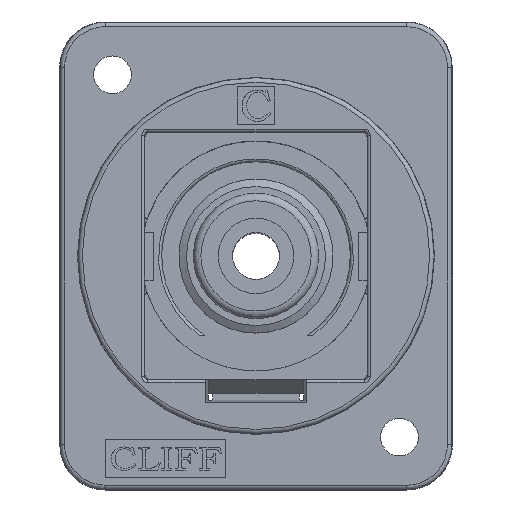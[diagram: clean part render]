
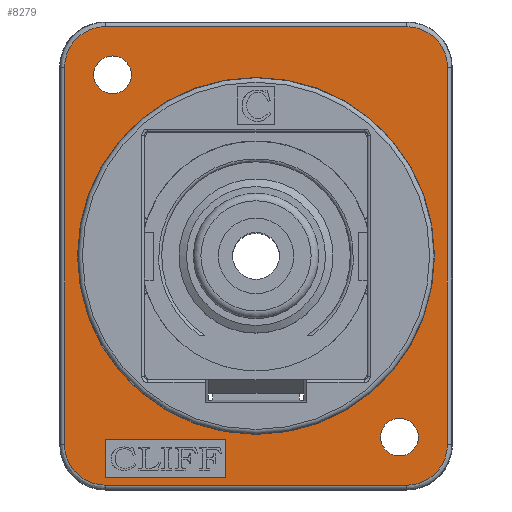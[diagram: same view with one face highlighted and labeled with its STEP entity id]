
A CAD part, top view. The second image highlights one B-rep face of the part: STEP entity #8279.
In plain terms, the highlighted planar face has unit normal (0, 0, 1).
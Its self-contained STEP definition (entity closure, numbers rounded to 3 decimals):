
#118=ELLIPSE('',#8834,2.7,2.7);
#119=ELLIPSE('',#8835,2.7,2.7);
#120=ELLIPSE('',#8836,2.7,2.7);
#121=ELLIPSE('',#8837,2.7,2.7);
#383=FACE_BOUND('',#1190,.T.);
#384=FACE_BOUND('',#1191,.T.);
#385=FACE_BOUND('',#1192,.T.);
#386=FACE_BOUND('',#1193,.T.);
#764=FACE_OUTER_BOUND('',#1189,.T.);
#1189=EDGE_LOOP('',(#7117,#7118,#7119,#7120,#7121,#7122,#7123,#7124));
#1190=EDGE_LOOP('',(#7125));
#1191=EDGE_LOOP('',(#7126));
#1192=EDGE_LOOP('',(#7127,#7128,#7129,#7130));
#1193=EDGE_LOOP('',(#7131));
#1304=CIRCLE('',#8575,1.25);
#1306=CIRCLE('',#8578,1.25);
#1332=CIRCLE('',#8637,11.823);
#2143=LINE('',#14510,#2950);
#2147=LINE('',#14518,#2954);
#2150=LINE('',#14524,#2957);
#2153=LINE('',#14529,#2960);
#2174=LINE('',#14608,#2981);
#2175=LINE('',#14612,#2982);
#2176=LINE('',#14616,#2983);
#2177=LINE('',#14619,#2984);
#2950=VECTOR('',#10594,2.5);
#2954=VECTOR('',#10600,8.);
#2957=VECTOR('',#10605,2.5);
#2960=VECTOR('',#10610,8.);
#2981=VECTOR('',#10683,24.965);
#2982=VECTOR('',#10686,19.965);
#2983=VECTOR('',#10689,24.965);
#2984=VECTOR('',#10692,19.965);
#3332=VERTEX_POINT('',#12144);
#3334=VERTEX_POINT('',#12150);
#3422=VERTEX_POINT('',#12534);
#3714=VERTEX_POINT('',#14508);
#3715=VERTEX_POINT('',#14509);
#3718=VERTEX_POINT('',#14517);
#3720=VERTEX_POINT('',#14523);
#3738=VERTEX_POINT('',#14604);
#3739=VERTEX_POINT('',#14605);
#3740=VERTEX_POINT('',#14607);
#3741=VERTEX_POINT('',#14609);
#3742=VERTEX_POINT('',#14611);
#3743=VERTEX_POINT('',#14613);
#3744=VERTEX_POINT('',#14615);
#3745=VERTEX_POINT('',#14617);
#4248=EDGE_CURVE('',#3332,#3332,#1304,.T.);
#4251=EDGE_CURVE('',#3334,#3334,#1306,.T.);
#4366=EDGE_CURVE('',#3422,#3422,#1332,.T.);
#4840=EDGE_CURVE('',#3714,#3715,#2143,.T.);
#4844=EDGE_CURVE('',#3718,#3714,#2147,.T.);
#4847=EDGE_CURVE('',#3720,#3718,#2150,.T.);
#4850=EDGE_CURVE('',#3715,#3720,#2153,.T.);
#4884=EDGE_CURVE('',#3738,#3739,#118,.T.);
#4885=EDGE_CURVE('',#3740,#3738,#2174,.T.);
#4886=EDGE_CURVE('',#3741,#3740,#119,.T.);
#4887=EDGE_CURVE('',#3742,#3741,#2175,.T.);
#4888=EDGE_CURVE('',#3743,#3742,#120,.T.);
#4889=EDGE_CURVE('',#3744,#3743,#2176,.T.);
#4890=EDGE_CURVE('',#3745,#3744,#121,.T.);
#4891=EDGE_CURVE('',#3739,#3745,#2177,.T.);
#7117=ORIENTED_EDGE('',*,*,#4884,.F.);
#7118=ORIENTED_EDGE('',*,*,#4885,.F.);
#7119=ORIENTED_EDGE('',*,*,#4886,.F.);
#7120=ORIENTED_EDGE('',*,*,#4887,.F.);
#7121=ORIENTED_EDGE('',*,*,#4888,.F.);
#7122=ORIENTED_EDGE('',*,*,#4889,.F.);
#7123=ORIENTED_EDGE('',*,*,#4890,.F.);
#7124=ORIENTED_EDGE('',*,*,#4891,.F.);
#7125=ORIENTED_EDGE('',*,*,#4248,.T.);
#7126=ORIENTED_EDGE('',*,*,#4251,.T.);
#7127=ORIENTED_EDGE('',*,*,#4840,.T.);
#7128=ORIENTED_EDGE('',*,*,#4850,.T.);
#7129=ORIENTED_EDGE('',*,*,#4847,.T.);
#7130=ORIENTED_EDGE('',*,*,#4844,.T.);
#7131=ORIENTED_EDGE('',*,*,#4366,.T.);
#7487=PLANE('',#8833);
#8279=ADVANCED_FACE('',(#764,#383,#384,#385,#386),#7487,.T.);
#8575=AXIS2_PLACEMENT_3D('',#12145,#9734,#9735);
#8578=AXIS2_PLACEMENT_3D('',#12151,#9741,#9742);
#8637=AXIS2_PLACEMENT_3D('',#12535,#9928,#9929);
#8833=AXIS2_PLACEMENT_3D('',#14603,#10679,#10680);
#8834=AXIS2_PLACEMENT_3D('',#14606,#10681,#10682);
#8835=AXIS2_PLACEMENT_3D('',#14610,#10684,#10685);
#8836=AXIS2_PLACEMENT_3D('',#14614,#10687,#10688);
#8837=AXIS2_PLACEMENT_3D('',#14618,#10690,#10691);
#9734=DIRECTION('center_axis',(0.,0.,
-1.));
#9735=DIRECTION('ref_axis',(-1.,0.,0.));
#9741=DIRECTION('center_axis',(0.,0.,
-1.));
#9742=DIRECTION('ref_axis',(-1.,0.,0.));
#9928=DIRECTION('center_axis',(0.,0.,
-1.));
#9929=DIRECTION('ref_axis',(-1.,0.,0.));
#10594=DIRECTION('',(0.,1.,0.));
#10600=DIRECTION('',(-1.,0.,0.));
#10605=DIRECTION('',(0.,-1.,0.));
#10610=DIRECTION('',(1.,0.,0.));
#10679=DIRECTION('center_axis',(0.,0.,
1.));
#10680=DIRECTION('ref_axis',(1.,0.,0.));
#10681=DIRECTION('center_axis',(0.,0.,
-1.));
#10682=DIRECTION('ref_axis',(-0.707,0.707,0.));
#10683=DIRECTION('',(0.,1.,0.));
#10684=DIRECTION('center_axis',(0.,0.,
-1.));
#10685=DIRECTION('ref_axis',(-0.707,-0.707,0.));
#10686=DIRECTION('',(-1.,0.,0.));
#10687=DIRECTION('center_axis',(0.,0.,
-1.));
#10688=DIRECTION('ref_axis',(0.707,-0.707,0.));
#10689=DIRECTION('',(0.,-1.,0.));
#10690=DIRECTION('center_axis',(0.,0.,
-1.));
#10691=DIRECTION('ref_axis',(0.707,0.707,0.));
#10692=DIRECTION('',(1.,0.,0.));
#12144=CARTESIAN_POINT('',(-8.25,12.,2.3));
#12145=CARTESIAN_POINT('Origin',(-9.5,12.,2.3));
#12150=CARTESIAN_POINT('',(10.75,-12.,2.3));
#12151=CARTESIAN_POINT('Origin',(9.5,-12.,2.3));
#12534=CARTESIAN_POINT('',(11.823,0.,2.3));
#12535=CARTESIAN_POINT('Origin',(0.,0.,
2.3));
#14508=CARTESIAN_POINT('',(-10.,-14.683,2.3));
#14509=CARTESIAN_POINT('',(-10.,-12.183,2.3));
#14510=CARTESIAN_POINT('',(-10.,-7.341,2.3));
#14517=CARTESIAN_POINT('',(-2.,-14.683,2.3));
#14518=CARTESIAN_POINT('',(-1.,-14.683,2.3));
#14523=CARTESIAN_POINT('',(-2.,-12.183,2.3));
#14524=CARTESIAN_POINT('',(-2.,-6.091,2.3));
#14529=CARTESIAN_POINT('',(-5.,-12.183,2.3));
#14603=CARTESIAN_POINT('Origin',(0.,0.,
2.3));
#14604=CARTESIAN_POINT('',(-12.683,12.483,2.3));
#14605=CARTESIAN_POINT('',(-9.983,15.183,2.3));
#14606=CARTESIAN_POINT('Origin',(-9.982,12.482,2.3));
#14607=CARTESIAN_POINT('',(-12.683,-12.483,2.3));
#14608=CARTESIAN_POINT('',(-12.683,-7.75,2.3));
#14609=CARTESIAN_POINT('',(-9.983,-15.183,2.3));
#14610=CARTESIAN_POINT('Origin',(-9.982,-12.482,2.3));
#14611=CARTESIAN_POINT('',(9.983,-15.183,2.3));
#14612=CARTESIAN_POINT('',(6.5,-15.183,2.3));
#14613=CARTESIAN_POINT('',(12.683,-12.483,2.3));
#14614=CARTESIAN_POINT('Origin',(9.982,-12.482,2.3));
#14615=CARTESIAN_POINT('',(12.683,12.483,2.3));
#14616=CARTESIAN_POINT('',(12.683,7.75,2.3));
#14617=CARTESIAN_POINT('',(9.983,15.183,2.3));
#14618=CARTESIAN_POINT('Origin',(9.982,12.482,2.3));
#14619=CARTESIAN_POINT('',(-6.5,15.183,2.3));
